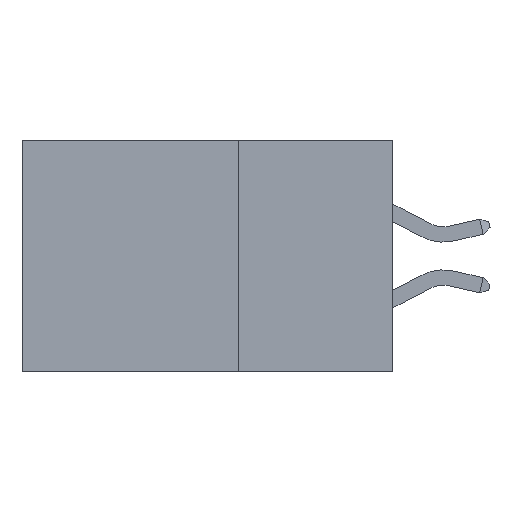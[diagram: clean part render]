
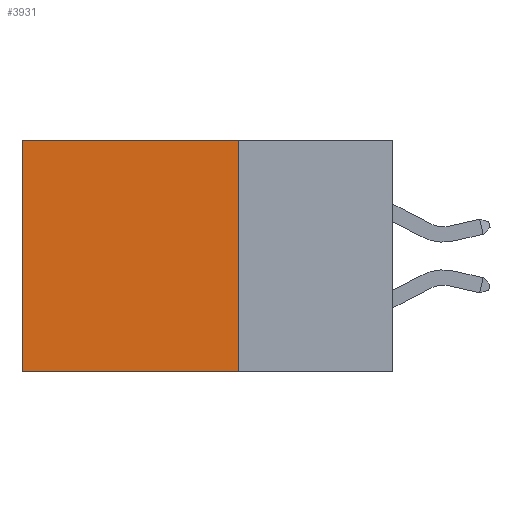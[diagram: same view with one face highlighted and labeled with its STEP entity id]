
A CAD part, left-side view. The second image highlights one B-rep face of the part: STEP entity #3931.
In plain terms, the highlighted planar face has unit normal (-1, 0, 0).
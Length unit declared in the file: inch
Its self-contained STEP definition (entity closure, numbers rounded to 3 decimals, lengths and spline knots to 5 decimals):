
#600 = CARTESIAN_POINT ( 'NONE',  ( 0.2875, 0.25, -0.375 ) ) ;
#884 = CARTESIAN_POINT ( 'NONE',  ( 0.2875, 0.25, 0. ) ) ;
#968 = ORIENTED_EDGE ( 'NONE', *, *, #11175, .T. ) ;
#1217 = LINE ( 'NONE', #11518, #5875 ) ;
#3081 = DIRECTION ( 'NONE',  ( 0., 0., -1. ) ) ;
#3652 = DIRECTION ( 'NONE',  ( 0., 0., -1. ) ) ;
#3763 = VECTOR ( 'NONE', #4555, 39.37008 ) ;
#3931 = ADVANCED_FACE ( 'NONE', ( #15882 ), #10979, .F. ) ;
#4124 = EDGE_CURVE ( 'NONE', #20161, #11764, #1217, .T. ) ;
#4240 = VECTOR ( 'NONE', #10460, 39.37008 ) ;
#4555 = DIRECTION ( 'NONE',  ( 0., 1., 0. ) ) ;
#5033 = LINE ( 'NONE', #18849, #6265 ) ;
#5875 = VECTOR ( 'NONE', #3652, 39.37008 ) ;
#6265 = VECTOR ( 'NONE', #3081, 39.37008 ) ;
#6462 = LINE ( 'NONE', #12182, #3763 ) ;
#7153 = VERTEX_POINT ( 'NONE', #10688 ) ;
#7595 = CARTESIAN_POINT ( 'NONE',  ( 0.2875, 0.6, -0.375 ) ) ;
#8235 = ORIENTED_EDGE ( 'NONE', *, *, #10258, .F. ) ;
#8425 = LINE ( 'NONE', #600, #4240 ) ;
#10258 = EDGE_CURVE ( 'NONE', #16245, #7153, #5033, .T. ) ;
#10460 = DIRECTION ( 'NONE',  ( 0., 1., 0. ) ) ;
#10688 = CARTESIAN_POINT ( 'NONE',  ( 0.2875, 0.25, -0.375 ) ) ;
#10844 = EDGE_CURVE ( 'NONE', #7153, #11764, #8425, .T. ) ;
#10979 = PLANE ( 'NONE',  #12708 ) ;
#11175 = EDGE_CURVE ( 'NONE', #16245, #20161, #6462, .T. ) ;
#11518 = CARTESIAN_POINT ( 'NONE',  ( 0.2875, 0.6, -0.375 ) ) ;
#11764 = VERTEX_POINT ( 'NONE', #7595 ) ;
#12182 = CARTESIAN_POINT ( 'NONE',  ( 0.2875, 0.25, 0. ) ) ;
#12193 = ORIENTED_EDGE ( 'NONE', *, *, #10844, .F. ) ;
#12708 = AXIS2_PLACEMENT_3D ( 'NONE', #15866, #14097, #17236 ) ;
#14097 = DIRECTION ( 'NONE',  ( 1., 0., 0. ) ) ;
#15004 = ORIENTED_EDGE ( 'NONE', *, *, #4124, .T. ) ;
#15066 = CARTESIAN_POINT ( 'NONE',  ( 0.2875, 0.6, 0. ) ) ;
#15866 = CARTESIAN_POINT ( 'NONE',  ( 0.2875, 0.25, -0.375 ) ) ;
#15882 = FACE_OUTER_BOUND ( 'NONE', #16086, .T. ) ;
#16086 = EDGE_LOOP ( 'NONE', ( #15004, #12193, #8235, #968 ) ) ;
#16245 = VERTEX_POINT ( 'NONE', #884 ) ;
#17236 = DIRECTION ( 'NONE',  ( 0., 0., -1. ) ) ;
#18849 = CARTESIAN_POINT ( 'NONE',  ( 0.2875, 0.25, -0.375 ) ) ;
#20161 = VERTEX_POINT ( 'NONE', #15066 ) ;
